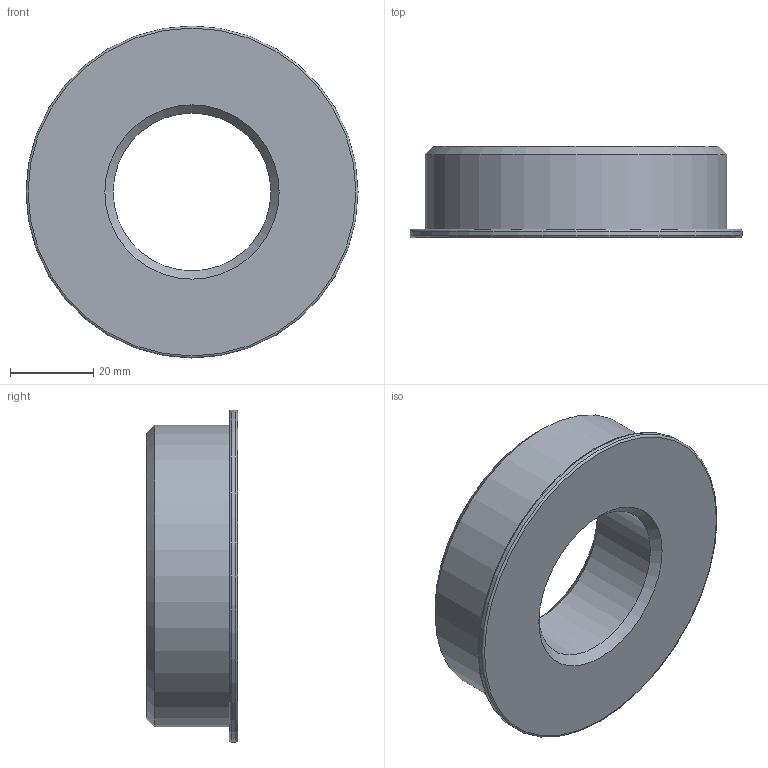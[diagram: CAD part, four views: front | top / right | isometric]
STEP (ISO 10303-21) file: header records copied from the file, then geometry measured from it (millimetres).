
FILE_DESCRIPTION(/* description */ (''),/* implementation_level */ '2;1');
FILE_NAME(/* name */ 'Filament adapter ring.stp',/* time_stamp */ '2019-07-12T17:41:58+01:00',/* author */ ('james'),/* organization */ ('idX Corporation'),/* preprocessor_version */ 'ST-DEVELOPER v17',/* originating_system */ 'Autodesk Inventor 2018',/* authorisation */ '');
FILE_SCHEMA (('AUTOMOTIVE_DESIGN { 1 0 10303 214 3 1 1 }'));
Length unit declared in the file: millimetre
Products named in the file (1): Filament adapter ring
Bounding box: 80 x 22 x 80 mm (x, y, z)
Volume: 32039.5 mm3; surface area: 23757.3 mm2
Topology: 1 solids, 2 shells, 19 faces, 46 edges, 32 vertices
Faces by surface type: torus 6, cylinder 5, plane 5, cone 3
Full cylindrical faces by diameter (mm): 38 x1, 42 x1, 68.75 x1, 72.75 x1, 80 x1
Entity records: 635 total; most frequent: DIRECTION 124, CARTESIAN_POINT 98, ORIENTED_EDGE 92, AXIS2_PLACEMENT_3D 58, EDGE_CURVE 46, CIRCLE 38, VERTEX_POINT 32, EDGE_LOOP 24
